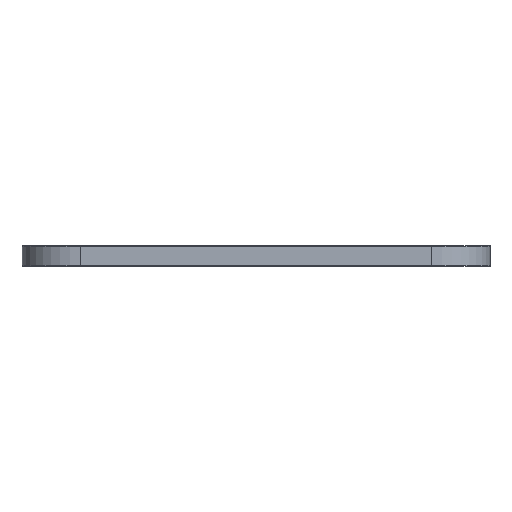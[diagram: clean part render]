
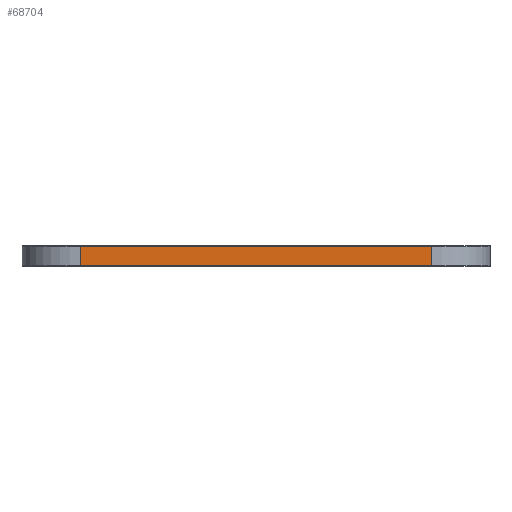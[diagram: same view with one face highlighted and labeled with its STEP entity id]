
A CAD part, left-side view. The second image highlights one B-rep face of the part: STEP entity #68704.
In plain terms, the highlighted planar face has unit normal (-1, 0, 0).
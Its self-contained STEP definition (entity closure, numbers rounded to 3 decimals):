
#67777 = VERTEX_POINT('',#67778);
#67778 = CARTESIAN_POINT('',(-35.75,21.,0.));
#67785 = EDGE_CURVE('',#67786,#67777,#67788,.T.);
#67786 = VERTEX_POINT('',#67787);
#67787 = CARTESIAN_POINT('',(-35.75,3.,0.));
#67788 = LINE('',#67789,#67790);
#67789 = CARTESIAN_POINT('',(-35.75,3.,0.));
#67790 = VECTOR('',#67791,1.);
#67791 = DIRECTION('',(0.,1.,0.));
#68214 = VERTEX_POINT('',#68215);
#68215 = CARTESIAN_POINT('',(-35.75,21.,1.));
#68222 = EDGE_CURVE('',#68223,#68214,#68225,.T.);
#68223 = VERTEX_POINT('',#68224);
#68224 = CARTESIAN_POINT('',(-35.75,3.,1.));
#68225 = LINE('',#68226,#68227);
#68226 = CARTESIAN_POINT('',(-35.75,3.,1.));
#68227 = VECTOR('',#68228,1.);
#68228 = DIRECTION('',(0.,1.,0.));
#68674 = EDGE_CURVE('',#67777,#68214,#68675,.T.);
#68675 = LINE('',#68676,#68677);
#68676 = CARTESIAN_POINT('',(-35.75,21.,0.));
#68677 = VECTOR('',#68678,1.);
#68678 = DIRECTION('',(0.,0.,1.));
#68704 = ADVANCED_FACE('',(#68705),#68716,.T.);
#68705 = FACE_BOUND('',#68706,.T.);
#68706 = EDGE_LOOP('',(#68707,#68713,#68714,#68715));
#68707 = ORIENTED_EDGE('',*,*,#68708,.T.);
#68708 = EDGE_CURVE('',#67786,#68223,#68709,.T.);
#68709 = LINE('',#68710,#68711);
#68710 = CARTESIAN_POINT('',(-35.75,3.,0.));
#68711 = VECTOR('',#68712,1.);
#68712 = DIRECTION('',(0.,0.,1.));
#68713 = ORIENTED_EDGE('',*,*,#68222,.T.);
#68714 = ORIENTED_EDGE('',*,*,#68674,.F.);
#68715 = ORIENTED_EDGE('',*,*,#67785,.F.);
#68716 = PLANE('',#68717);
#68717 = AXIS2_PLACEMENT_3D('',#68718,#68719,#68720);
#68718 = CARTESIAN_POINT('',(-35.75,3.,0.));
#68719 = DIRECTION('',(-1.,0.,0.));
#68720 = DIRECTION('',(0.,1.,0.));
